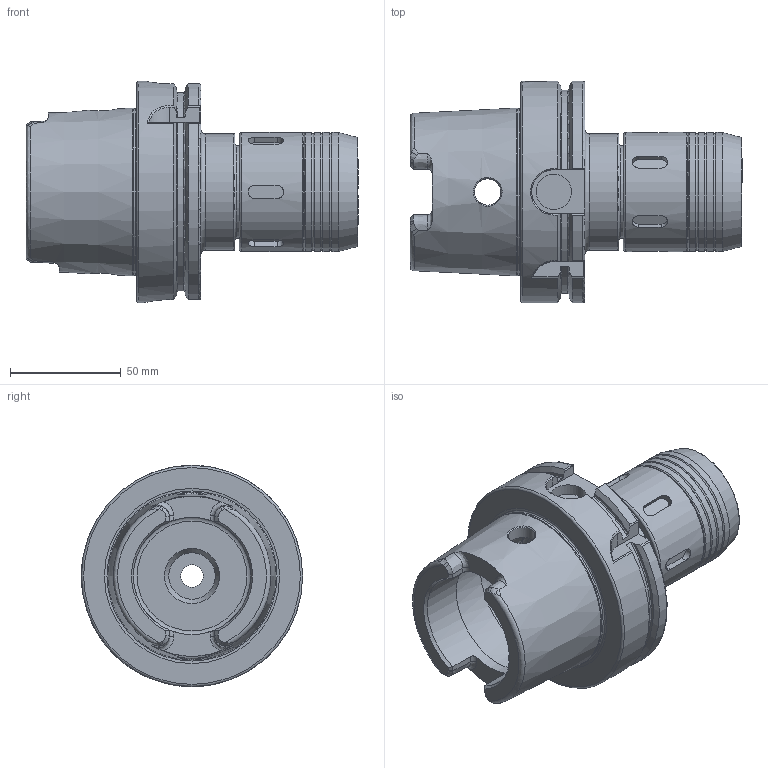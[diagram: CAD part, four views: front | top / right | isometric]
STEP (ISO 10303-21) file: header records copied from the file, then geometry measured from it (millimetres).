
FILE_DESCRIPTION(/* description */ (''),/* implementation_level */ '2;1');
FILE_NAME(/* name */ 'HSK100A-BC100-0394.stp',/* time_stamp */ '2019-07-11T15:38:41-05:00',/* author */ ('ldfli'),/* organization */ ('Pioneer N.A.'),/* preprocessor_version */ 'ST-DEVELOPER v18',/* originating_system */ 'Autodesk Inventor LT',/* authorisation */ '');
FILE_SCHEMA (('AUTOMOTIVE_DESIGN { 1 0 10303 214 3 1 1 }','INTEGRATED_CNC_SCHEMA'));
Length unit declared in the file: millimetre
Products named in the file (1): HSK100A-BC100-0394
Bounding box: 150 x 100 x 100 mm (x, y, z)
Volume: 368354.4 mm3; surface area: 86635.3 mm2
Topology: 3 solids, 3 shells, 258 faces, 751 edges, 515 vertices
Faces by surface type: plane 89, cylinder 58, torus 47, bspline 46, cone 18
Full cylindrical faces by diameter (mm): 10 x1, 10.106 x1, 12 x2, 16 x1, 21 x1, 25.4 x1, 26 x2, 40.5 x1, 42 x1, 42.4 x1, 44.01 x2, 44.21 x2, 52.5 x1, 53 x2, 53.8 x5, 63 x1, 75.519 x1, 100 x1
Entity records: 12024 total; most frequent: CARTESIAN_POINT 5296, ORIENTED_EDGE 1506, DIRECTION 1313, EDGE_CURVE 753, AXIS2_PLACEMENT_3D 538, VERTEX_POINT 517, CIRCLE 321, EDGE_LOOP 284
